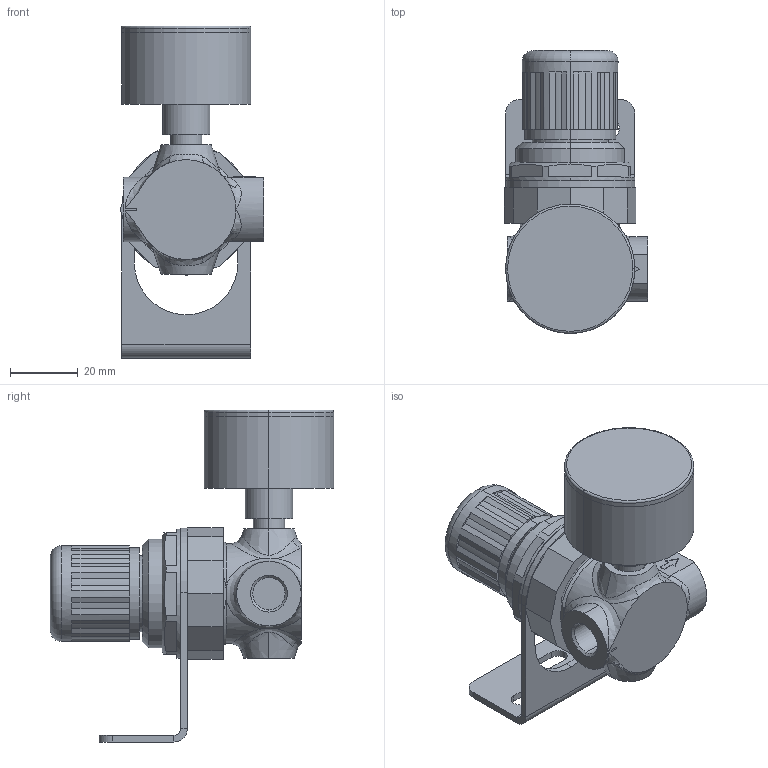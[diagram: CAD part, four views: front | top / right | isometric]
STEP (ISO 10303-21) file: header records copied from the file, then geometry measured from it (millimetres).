
FILE_DESCRIPTION (( 'STEP AP214' ), '1' );
FILE_NAME ('Norgren-$PARTNUMBER.STEP', '2016-05-21T22:34:04', ( 'Windows User' ), ( '' ), 'SwSTEP 2.0', 'SolidWorks 2016', '' );
FILE_SCHEMA (( 'AUTOMOTIVE_DESIGN' ));
Length unit declared in the file: millimetre
Products named in the file (7): Norgren-$PARTNUMBER_Norgren-R07-100-RGEA+18-025-003+18-013-212_Panel Nut; Norgren-$PARTNUMBER_Norgren-R07-100-RGEA+18-025-003+18-013-212_gauge; Norgren-$PARTNUMBER_Norgren-R07-100-RGEA+18-025-003+18-013-212_Knob; Norgren-$PARTNUMBER_Norgren-R07-100-RGEA+18-025-003+18-013-212_Bonnet; Norgren-$PARTNUMBER_Norgren-R07-100-RGEA+18-025-003+18-013-212_Body- regulator(1-8 NPT); Norgren-$PARTNUMBER; Norgren-$PARTNUMBER_Norgren-R07-100-RGEA+18-025-003+18-013-212_Bracket
Assembly tree (6 placements, depth 2):
  Norgren-$PARTNUMBER
    Norgren-$PARTNUMBER_Norgren-R07-100-RGEA+18-025-003+18-013-212_Body- regulator(1-8 NPT)
    Norgren-$PARTNUMBER_Norgren-R07-100-RGEA+18-025-003+18-013-212_Bonnet
    Norgren-$PARTNUMBER_Norgren-R07-100-RGEA+18-025-003+18-013-212_Knob
    Norgren-$PARTNUMBER_Norgren-R07-100-RGEA+18-025-003+18-013-212_gauge
    Norgren-$PARTNUMBER_Norgren-R07-100-RGEA+18-025-003+18-013-212_Panel Nut
    Norgren-$PARTNUMBER_Norgren-R07-100-RGEA+18-025-003+18-013-212_Bracket
Bounding box: 42.16 x 83.43 x 97.8 mm (x, y, z)
Volume: 95797.3 mm3; surface area: 31577.6 mm2
Topology: 7 solids, 7 shells, 337 faces, 859 edges, 558 vertices
Faces by surface type: plane 177, cylinder 113, cone 29, bspline 10, torus 8
Entity records: 12721 total; most frequent: CARTESIAN_POINT 3839, DIRECTION 1770, ORIENTED_EDGE 1714, EDGE_CURVE 857, AXIS2_PLACEMENT_3D 645, VERTEX_POINT 558, VECTOR 480, LINE 480
